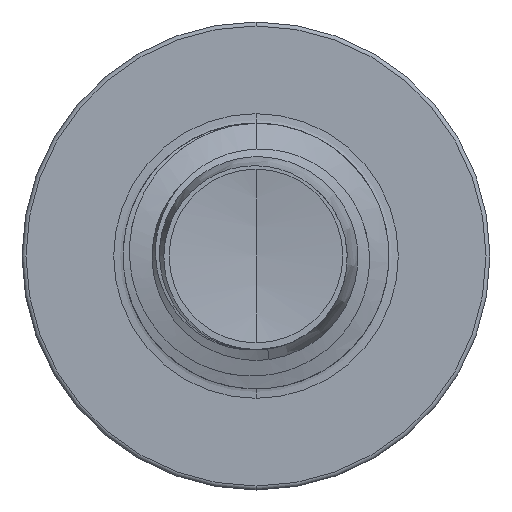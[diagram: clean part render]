
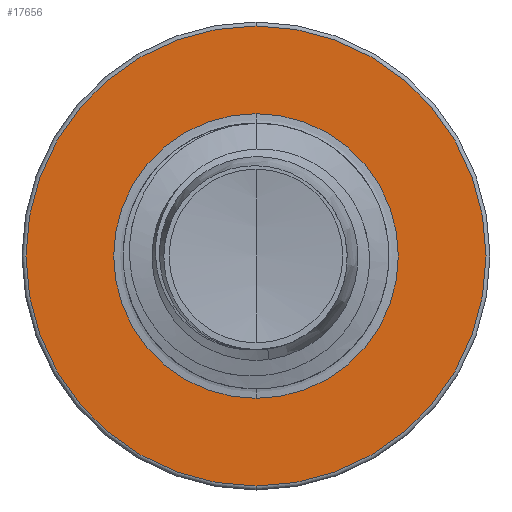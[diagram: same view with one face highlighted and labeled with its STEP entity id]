
A CAD part, front view. The second image highlights one B-rep face of the part: STEP entity #17656.
In plain terms, the highlighted planar face has unit normal (0, -1, 0).
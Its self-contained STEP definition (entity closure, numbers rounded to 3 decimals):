
#83 = CARTESIAN_POINT ( 'NONE',  ( 0., 11., 0. ) ) ;
#102 = DIRECTION ( 'NONE',  ( 0., 1., 0. ) ) ;
#1334 = DIRECTION ( 'NONE',  ( 0., 0., 1. ) ) ;
#1442 = AXIS2_PLACEMENT_3D ( 'NONE', #83, #12861, #2125 ) ;
#1634 = ORIENTED_EDGE ( 'NONE', *, *, #2504, .F. ) ;
#1939 = AXIS2_PLACEMENT_3D ( 'NONE', #11222, #102, #12877 ) ;
#1958 = FACE_BOUND ( 'NONE', #6655, .T. ) ;
#2125 = DIRECTION ( 'NONE',  ( 0., 0., 1. ) ) ;
#2253 = ORIENTED_EDGE ( 'NONE', *, *, #15186, .F. ) ;
#2372 = CARTESIAN_POINT ( 'NONE',  ( 0., 11., -4.325 ) ) ;
#2504 = EDGE_CURVE ( 'NONE', #18838, #6143, #21963, .T. ) ;
#2645 = ORIENTED_EDGE ( 'NONE', *, *, #16295, .T. ) ;
#4953 = DIRECTION ( 'NONE',  ( 0., 0., 1. ) ) ;
#4977 = DIRECTION ( 'NONE',  ( 0., 1., 0. ) ) ;
#4981 = CARTESIAN_POINT ( 'NONE',  ( 0., 11., 0. ) ) ;
#5876 = ORIENTED_EDGE ( 'NONE', *, *, #7044, .T. ) ;
#6143 = VERTEX_POINT ( 'NONE', #2372 ) ;
#6241 = FACE_OUTER_BOUND ( 'NONE', #20192, .T. ) ;
#6655 = EDGE_LOOP ( 'NONE', ( #2645, #5876 ) ) ;
#7044 = EDGE_CURVE ( 'NONE', #8940, #10128, #17552, .T. ) ;
#7077 = CARTESIAN_POINT ( 'NONE',  ( 0., 11., -2.677 ) ) ;
#7113 = CIRCLE ( 'NONE', #1939, 4.325 ) ;
#7501 = AXIS2_PLACEMENT_3D ( 'NONE', #7077, #20592, #10732 ) ;
#8102 = CARTESIAN_POINT ( 'NONE',  ( 0., 11., -2.677 ) ) ;
#8882 = PLANE ( 'NONE',  #7501 ) ;
#8940 = VERTEX_POINT ( 'NONE', #8102 ) ;
#10128 = VERTEX_POINT ( 'NONE', #20974 ) ;
#10732 = DIRECTION ( 'NONE',  ( 0., 0., 1. ) ) ;
#11222 = CARTESIAN_POINT ( 'NONE',  ( 0., 11., 0. ) ) ;
#12192 = DIRECTION ( 'NONE',  ( 0., 1., 0. ) ) ;
#12861 = DIRECTION ( 'NONE',  ( 0., 1., 0. ) ) ;
#12877 = DIRECTION ( 'NONE',  ( 0., 0., 1. ) ) ;
#15186 = EDGE_CURVE ( 'NONE', #6143, #18838, #7113, .T. ) ;
#15245 = CARTESIAN_POINT ( 'NONE',  ( 0., 11., 4.325 ) ) ;
#16295 = EDGE_CURVE ( 'NONE', #10128, #8940, #22448, .T. ) ;
#17552 = CIRCLE ( 'NONE', #21825, 2.677 ) ;
#17656 = ADVANCED_FACE ( 'NONE', ( #6241, #1958 ), #8882, .F. ) ;
#18838 = VERTEX_POINT ( 'NONE', #15245 ) ;
#20192 = EDGE_LOOP ( 'NONE', ( #1634, #2253 ) ) ;
#20592 = DIRECTION ( 'NONE',  ( 0., 1., 0. ) ) ;
#20974 = CARTESIAN_POINT ( 'NONE',  ( 0., 11., 2.677 ) ) ;
#21550 = AXIS2_PLACEMENT_3D ( 'NONE', #4981, #4977, #4953 ) ;
#21825 = AXIS2_PLACEMENT_3D ( 'NONE', #22048, #12192, #1334 ) ;
#21963 = CIRCLE ( 'NONE', #21550, 4.325 ) ;
#22048 = CARTESIAN_POINT ( 'NONE',  ( 0., 11., 0. ) ) ;
#22448 = CIRCLE ( 'NONE', #1442, 2.677 ) ;
